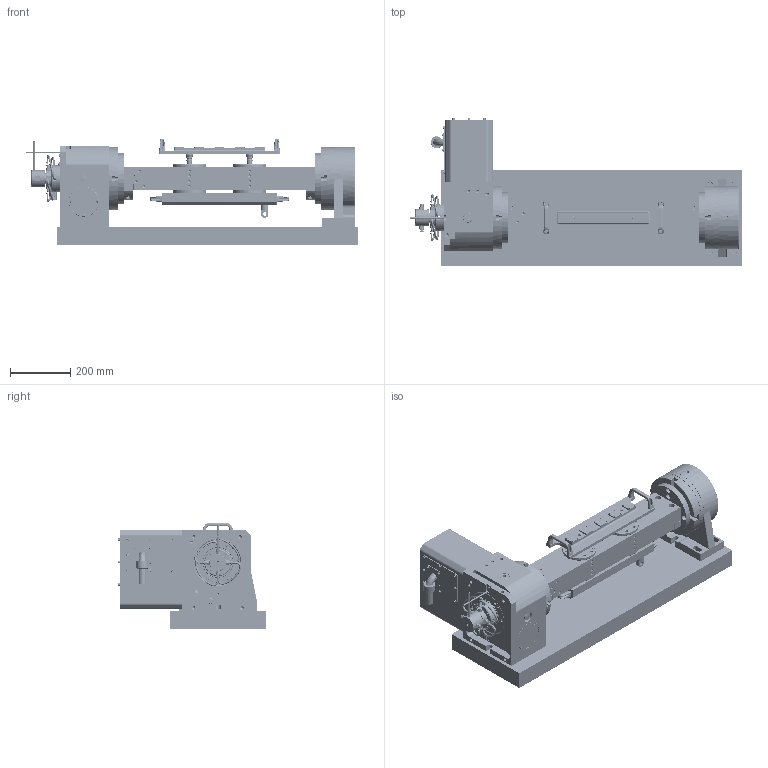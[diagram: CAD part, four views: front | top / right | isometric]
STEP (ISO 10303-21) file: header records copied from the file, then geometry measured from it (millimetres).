
FILE_DESCRIPTION(/* description */ (''),/* implementation_level */ '2;1');
FILE_NAME(/* name */ '',/* time_stamp */ '2022-12-03T11:51:12+08:00',/* author */ (''),/* organization */ (''),/* preprocessor_version */ 'ST-DEVELOPER v11',/* originating_system */ 'SIEMENS PLM Software NX 7.0',/* authorisation */ '');
FILE_SCHEMA (('CONFIG_CONTROL_DESIGN'));
Products named in the file (1): AdmiE7D69cqk
Bounding box: 1101.85 x 489.5 x 351.5 mm (x, y, z)
Volume: 49755659 mm3; surface area: 3194809.4 mm2
Topology: 46 solids, 140 shells, 6053 faces, 14643 edges, 9250 vertices
Faces by surface type: cylinder 2111, plane 2075, cone 1278, bspline 427, torus 141, extrusion 20, sphere 1
Full cylindrical faces by diameter (mm): 2.5 x2, 3 x8, 3.2 x4, 3.3 x6, 3.5 x2, 4 x57, 4.2 x35, 4.5 x32, 5 x144, 5.1 x34, 5.2 x22, 5.3 x8, 5.5 x4, 6 x38, 6.5 x61, 6.7 x5, 6.8 x9, 7 x12, 7.083 x6, 7.5 x4, 8 x27, 8.2 x1, 8.4 x1, 8.5 x33, 8.7 x8, 8.8 x9, 9 x57, 9.9 x4, 10 x156, 10.2 x4
Entity records: 253783 total; most frequent: CARTESIAN_POINT 130961, DIRECTION 24693, ORIENTED_EDGE 22190, EDGE_CURVE 11095, AXIS2_PLACEMENT_3D 10349, EDGE_LOOP 9236, VERTEX_POINT 8287, FACE_BOUND 6454
